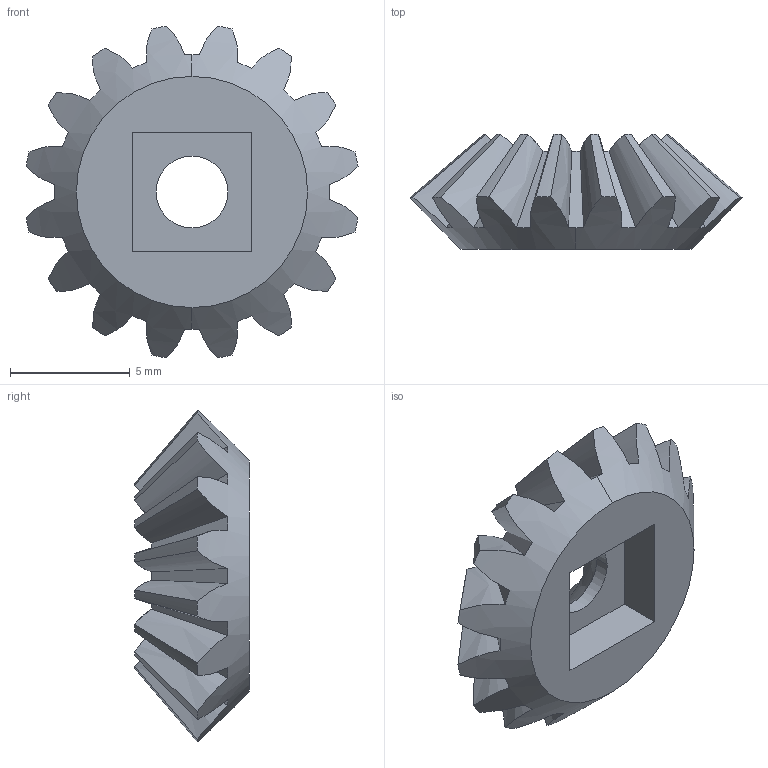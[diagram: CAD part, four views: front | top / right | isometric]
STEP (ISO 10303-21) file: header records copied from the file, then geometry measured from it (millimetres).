
FILE_DESCRIPTION(('STEP AP214'),'1');
FILE_NAME('Diff Sun Gear.stp','2013-09-17T19:26:06',(' '),(' '),'Spatial InterOp 3D',' ',' ');
FILE_SCHEMA(('automotive_design'));
Length unit declared in the file: millimetre
Products named in the file (1): NONE
Bounding box: 13.88 x 4.8 x 13.88 mm (x, y, z)
Volume: 296.8 mm3; surface area: 491.6 mm2
Topology: 1 solids, 1 shells, 78 faces, 229 edges, 153 vertices
Faces by surface type: bspline 32, cone 22, plane 22, cylinder 2
Entity records: 4746 total; most frequent: CARTESIAN_POINT 2349, ORIENTED_EDGE 458, EDGE_CURVE 229, DIRECTION 228, VERTEX_POINT 153, B_SPLINE_CURVE_WITH_KNOTS 136, AXIS2_PLACEMENT_3D 88, EDGE_LOOP 80
